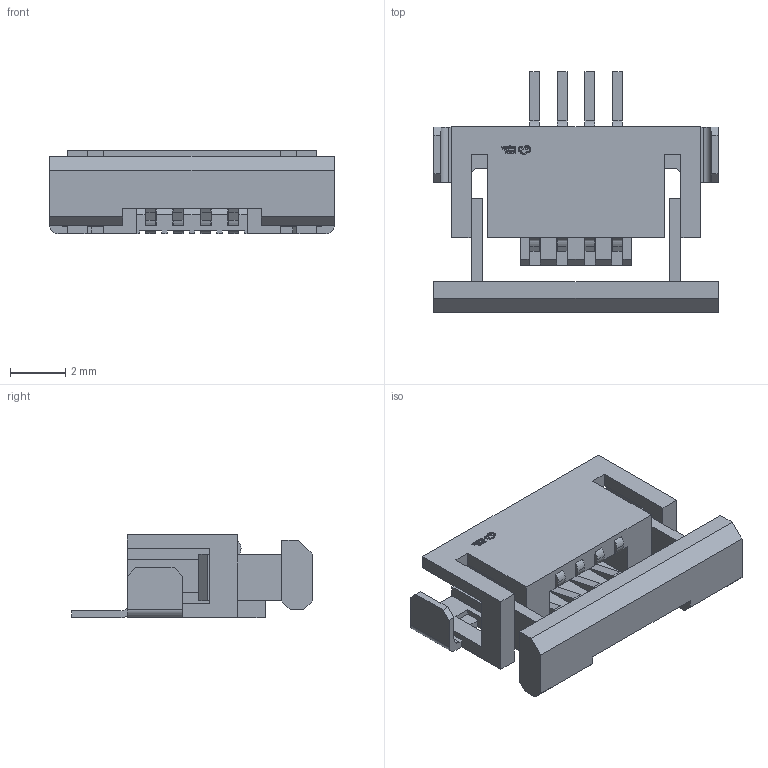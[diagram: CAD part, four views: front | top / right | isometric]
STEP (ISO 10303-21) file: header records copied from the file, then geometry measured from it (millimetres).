
FILE_DESCRIPTION (( 'STEP AP214' ), '1' );
FILE_NAME ('FPC-SMD_4P-P1.00_522710479.step', '2022-07-06T10:58:48', ( '' ), ( '' ), 'SwSTEP 2.0', 'SolidWorks 2020', '' );
FILE_SCHEMA (( 'AUTOMOTIVE_DESIGN' ));
Length unit declared in the file: millimetre
Products named in the file (1): FPC-SMD_4P-P1.00_522710479
Bounding box: 10.3 x 8.7 x 3.01 mm (x, y, z)
Volume: 92.9 mm3; surface area: 469 mm2
Topology: 1 solids, 1 shells, 657 faces, 1939 edges, 1286 vertices
Faces by surface type: plane 447, bspline 146, cylinder 64
Entity records: 30053 total; most frequent: CARTESIAN_POINT 7509, ORIENTED_EDGE 3878, DIRECTION 2795, EDGE_CURVE 1939, LINE 1515, VECTOR 1515, VERTEX_POINT 1286, EDGE_LOOP 685
